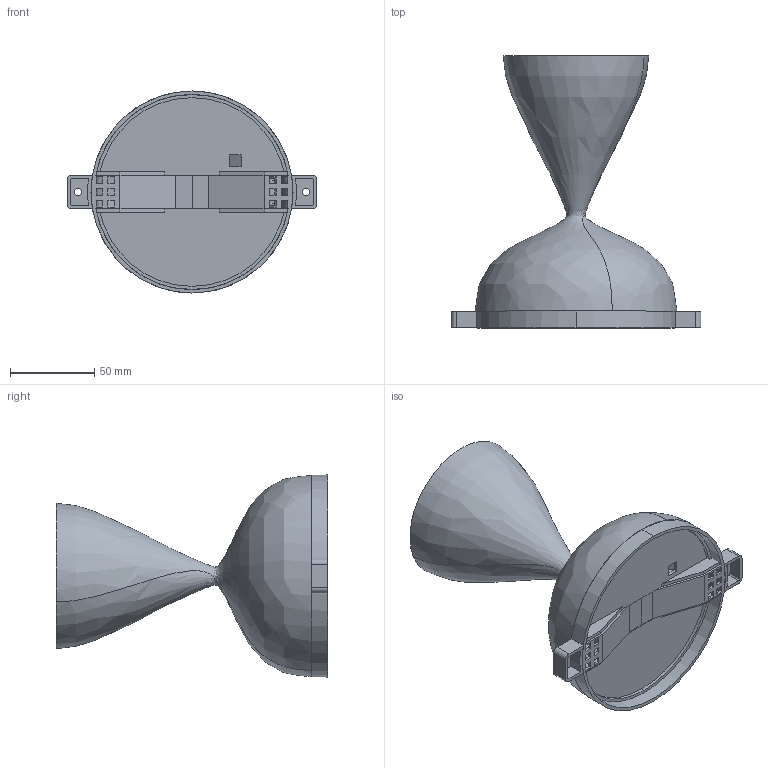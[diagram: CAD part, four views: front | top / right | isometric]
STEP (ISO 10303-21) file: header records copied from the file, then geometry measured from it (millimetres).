
FILE_DESCRIPTION (( 'STEP AP214' ), '1' );
FILE_NAME ('Assem2.STEP', '2015-03-08T16:33:18', ( '' ), ( '' ), 'SwSTEP 2.0', 'SolidWorks 2014', '' );
FILE_SCHEMA (( 'AUTOMOTIVE_DESIGN' ));
Length unit declared in the file: millimetre
Products named in the file (4): collector - Copy; base-round; Cover-round; Assem2
Assembly tree (3 placements, depth 2):
  Assem2
    base-round
    collector - Copy
    Cover-round
Bounding box: 148.32 x 161.53 x 120 mm (x, y, z)
Volume: 110585.4 mm3; surface area: 119587.6 mm2
Topology: 10 solids, 10 shells, 242 faces, 648 edges, 424 vertices
Faces by surface type: plane 186, cylinder 47, cone 5, bspline 4
Entity records: 26543 total; most frequent: CARTESIAN_POINT 20142, ORIENTED_EDGE 1296, DIRECTION 1212, EDGE_CURVE 648, VECTOR 524, LINE 524, VERTEX_POINT 424, AXIS2_PLACEMENT_3D 344
